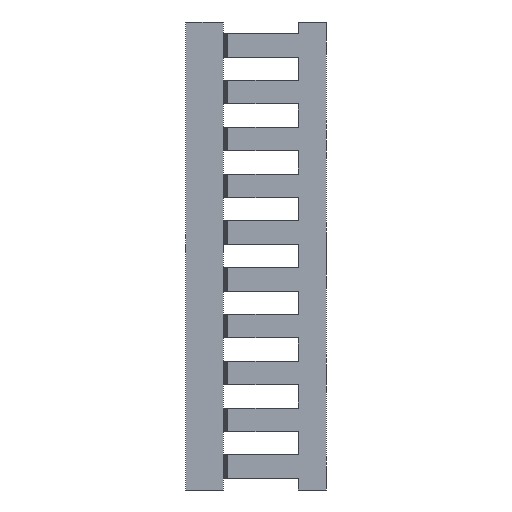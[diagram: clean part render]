
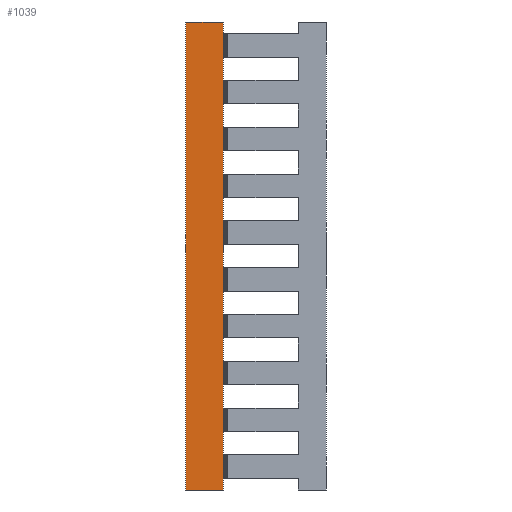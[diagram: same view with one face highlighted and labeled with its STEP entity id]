
A CAD part, left-side view. The second image highlights one B-rep face of the part: STEP entity #1039.
In plain terms, the highlighted planar face has unit normal (-1, 0, 0).
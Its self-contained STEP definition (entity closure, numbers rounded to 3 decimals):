
#563 = DIRECTION ( 'NONE',  ( 0., 1., 0. ) ) ;
#995 = VERTEX_POINT ( 'NONE', #1894 ) ;
#1039 = ADVANCED_FACE ( 'NONE', ( #5607 ), #6318, .T. ) ;
#1046 = LINE ( 'NONE', #7404, #3665 ) ;
#1213 = ORIENTED_EDGE ( 'NONE', *, *, #3238, .F. ) ;
#1594 = CARTESIAN_POINT ( 'NONE',  ( -12.5, 22., -100. ) ) ;
#1894 = CARTESIAN_POINT ( 'NONE',  ( -12.5, 30., -100. ) ) ;
#1937 = EDGE_CURVE ( 'NONE', #6441, #7013, #4151, .T. ) ;
#2724 = DIRECTION ( 'NONE',  ( 0., -1., 0. ) ) ;
#2813 = AXIS2_PLACEMENT_3D ( 'NONE', #3170, #6192, #563 ) ;
#2894 = EDGE_CURVE ( 'NONE', #995, #6441, #6403, .T. ) ;
#2995 = LINE ( 'NONE', #6381, #3706 ) ;
#3013 = VERTEX_POINT ( 'NONE', #6615 ) ;
#3029 = CARTESIAN_POINT ( 'NONE',  ( -12.5, 22., 0. ) ) ;
#3170 = CARTESIAN_POINT ( 'NONE',  ( -12.5, 30., -100. ) ) ;
#3238 = EDGE_CURVE ( 'NONE', #3013, #7013, #2995, .T. ) ;
#3653 = DIRECTION ( 'NONE',  ( 0., -1., 0. ) ) ;
#3665 = VECTOR ( 'NONE', #4147, 1000. ) ;
#3706 = VECTOR ( 'NONE', #3653, 1000. ) ;
#4147 = DIRECTION ( 'NONE',  ( 0., 0., 1. ) ) ;
#4151 = LINE ( 'NONE', #1594, #8142 ) ;
#4814 = VECTOR ( 'NONE', #2724, 1000. ) ;
#5059 = ORIENTED_EDGE ( 'NONE', *, *, #2894, .T. ) ;
#5246 = ORIENTED_EDGE ( 'NONE', *, *, #6237, .F. ) ;
#5432 = DIRECTION ( 'NONE',  ( 0., 0., 1. ) ) ;
#5607 = FACE_OUTER_BOUND ( 'NONE', #7734, .T. ) ;
#5702 = CARTESIAN_POINT ( 'NONE',  ( -12.5, 22., -100. ) ) ;
#6192 = DIRECTION ( 'NONE',  ( -1., 0., 0. ) ) ;
#6237 = EDGE_CURVE ( 'NONE', #995, #3013, #1046, .T. ) ;
#6318 = PLANE ( 'NONE',  #2813 ) ;
#6381 = CARTESIAN_POINT ( 'NONE',  ( -12.5, 30., 0. ) ) ;
#6403 = LINE ( 'NONE', #6488, #4814 ) ;
#6441 = VERTEX_POINT ( 'NONE', #5702 ) ;
#6488 = CARTESIAN_POINT ( 'NONE',  ( -12.5, 30., -100. ) ) ;
#6615 = CARTESIAN_POINT ( 'NONE',  ( -12.5, 30., 0. ) ) ;
#7013 = VERTEX_POINT ( 'NONE', #3029 ) ;
#7021 = ORIENTED_EDGE ( 'NONE', *, *, #1937, .T. ) ;
#7404 = CARTESIAN_POINT ( 'NONE',  ( -12.5, 30., -100. ) ) ;
#7734 = EDGE_LOOP ( 'NONE', ( #1213, #5246, #5059, #7021 ) ) ;
#8142 = VECTOR ( 'NONE', #5432, 1000. ) ;
